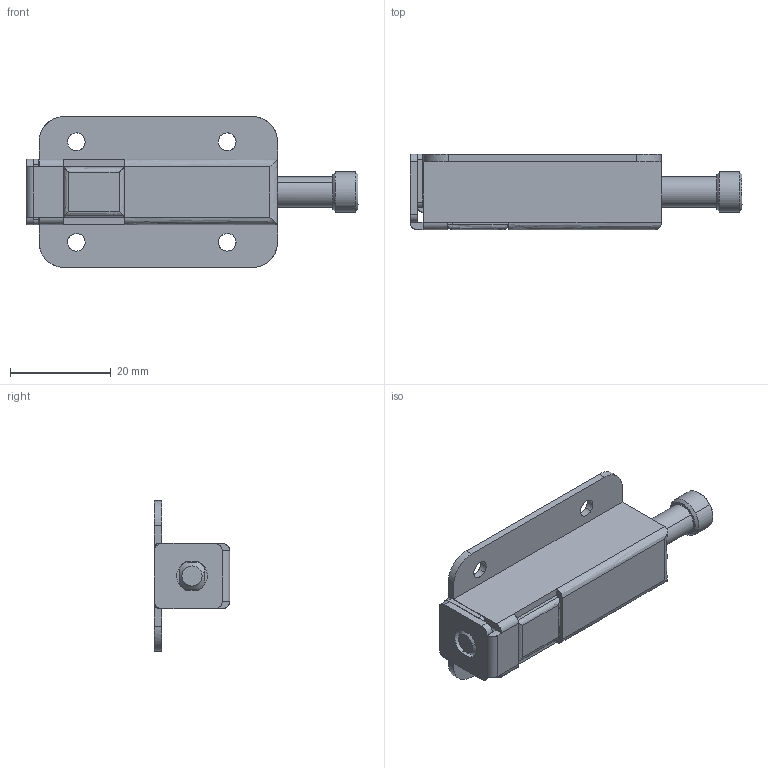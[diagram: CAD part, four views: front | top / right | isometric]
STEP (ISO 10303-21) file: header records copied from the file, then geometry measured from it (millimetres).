
FILE_DESCRIPTION((''),'2;1');
FILE_NAME('','2006-01-16T15:59:47',(''),(''),'','CADfix','');
FILE_SCHEMA(('AUTOMOTIVE_DESIGN'));
Length unit declared in the file: millimetre
Products named in the file (8): spring; spacer_2; spacer_1; retainer; latch; housing; bouton; TL_323_1_32700_36
Assembly tree (7 placements, depth 2):
  TL_323_1_32700_36
    spring
    spacer_2
    spacer_1
    retainer
    latch
    housing
    bouton
Bounding box: 66 x 15 x 30 mm (x, y, z)
Volume: 6837.5 mm3; surface area: 9560.4 mm2
Topology: 7 solids, 7 shells, 275 faces, 865 edges, 607 vertices
Faces by surface type: bspline 275
Entity records: 14661 total; most frequent: CARTESIAN_POINT 9419, ORIENTED_EDGE 1730, EDGE_CURVE 865, VERTEX_POINT 607, B_SPLINE_CURVE_WITH_KNOTS 573, EDGE_LOOP 298, QUASI_UNIFORM_CURVE 278, FACE_OUTER_BOUND 275
